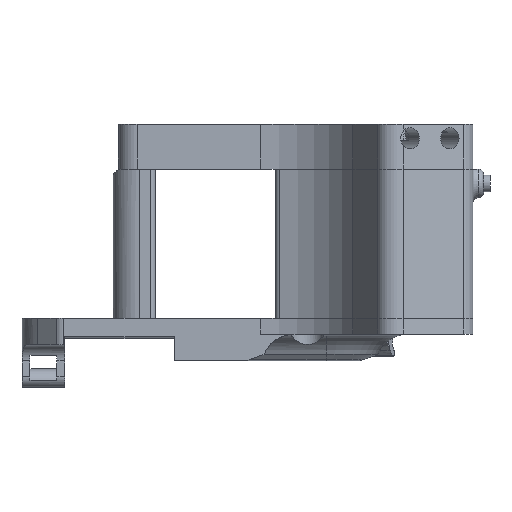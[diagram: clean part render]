
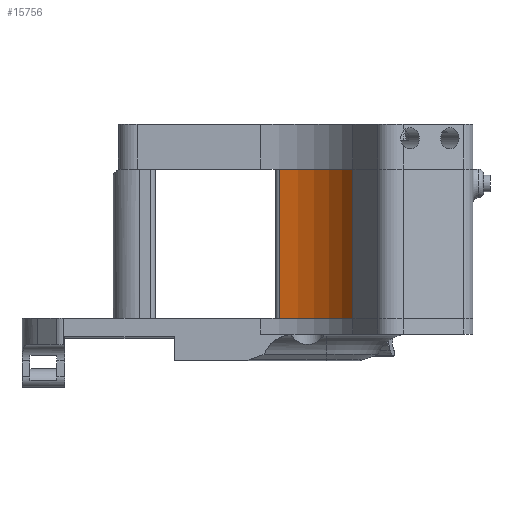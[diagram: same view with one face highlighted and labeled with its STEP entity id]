
A CAD part, left-side view. The second image highlights one B-rep face of the part: STEP entity #15756.
In plain terms, the highlighted cylindrical face has radius 20 mm (diameter 40 mm), a partial arc.
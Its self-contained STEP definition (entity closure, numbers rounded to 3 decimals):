
#1959=FACE_OUTER_BOUND('',#2948,.T.);
#2948=EDGE_LOOP('',(#14096,#14097,#14098,#14099));
#4271=LINE('',#35171,#5582);
#4272=LINE('',#35173,#5583);
#5582=VECTOR('',#20898,1000.);
#5583=VECTOR('',#20901,1000.);
#6155=CIRCLE('',#17014,20.);
#6237=CIRCLE('',#17154,20.);
#7492=VERTEX_POINT('',#34040);
#7493=VERTEX_POINT('',#34042);
#7653=VERTEX_POINT('',#35114);
#7654=VERTEX_POINT('',#35115);
#9611=EDGE_CURVE('',#7493,#7492,#6155,.T.);
#9829=EDGE_CURVE('',#7653,#7654,#6237,.T.);
#9862=EDGE_CURVE('',#7653,#7493,#4271,.T.);
#9863=EDGE_CURVE('',#7492,#7654,#4272,.T.);
#14096=ORIENTED_EDGE('',*,*,#9611,.T.);
#14097=ORIENTED_EDGE('',*,*,#9863,.T.);
#14098=ORIENTED_EDGE('',*,*,#9829,.F.);
#14099=ORIENTED_EDGE('',*,*,#9862,.T.);
#14898=CYLINDRICAL_SURFACE('',#17175,20.);
#15756=ADVANCED_FACE('',(#1959),#14898,.F.);
#17014=AXIS2_PLACEMENT_3D('',#34043,#20460,#20461);
#17154=AXIS2_PLACEMENT_3D('',#35116,#20839,#20840);
#17175=AXIS2_PLACEMENT_3D('',#35172,#20899,#20900);
#20460=DIRECTION('center_axis',(0.,0.,1.));
#20461=DIRECTION('ref_axis',(-1.,0.,0.));
#20839=DIRECTION('center_axis',(0.,0.,1.));
#20840=DIRECTION('ref_axis',(-1.,0.,0.));
#20898=DIRECTION('',(0.,0.,1.));
#20899=DIRECTION('center_axis',(0.,0.,1.));
#20900=DIRECTION('ref_axis',(1.,0.,0.));
#20901=DIRECTION('',(0.,0.,-1.));
#34040=CARTESIAN_POINT('',(-17.678,8.68,-5.8));
#34042=CARTESIAN_POINT('',(-27.35,-5.033,-5.8));
#34043=CARTESIAN_POINT('Origin',(-37.35,12.287,-5.8));
#35114=CARTESIAN_POINT('',(-27.35,-5.033,-33.8));
#35115=CARTESIAN_POINT('',(-17.678,8.68,-33.8));
#35116=CARTESIAN_POINT('Origin',(-37.35,12.287,-33.8));
#35171=CARTESIAN_POINT('',(-27.35,-5.033,-33.8));
#35172=CARTESIAN_POINT('Origin',(-37.35,12.287,-33.8));
#35173=CARTESIAN_POINT('',(-17.678,8.68,-33.8));
